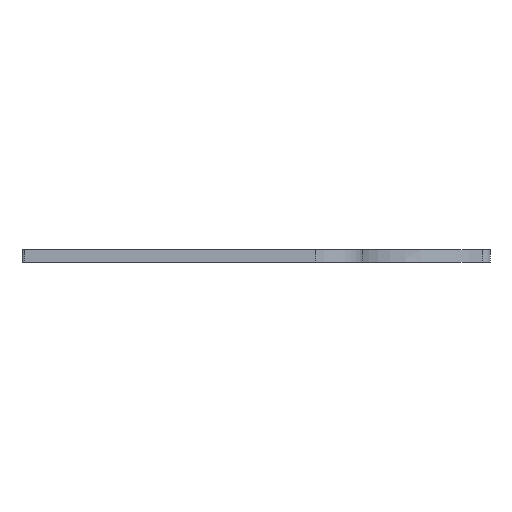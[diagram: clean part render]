
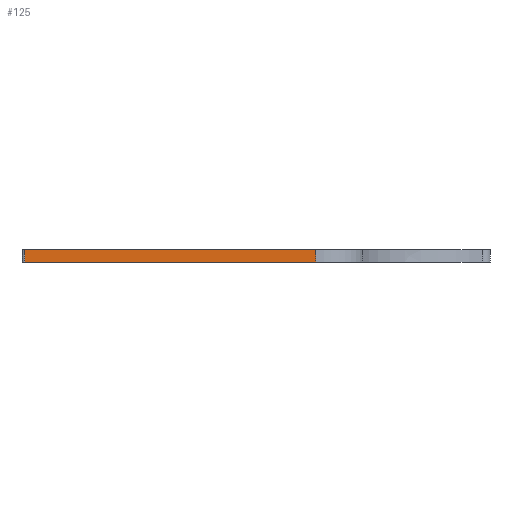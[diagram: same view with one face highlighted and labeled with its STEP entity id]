
A CAD part, left-side view. The second image highlights one B-rep face of the part: STEP entity #125.
In plain terms, the highlighted planar face has unit normal (-1, 0, 0).
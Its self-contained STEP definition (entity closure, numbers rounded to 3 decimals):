
#125=ADVANCED_FACE('',(#1049),#1051,.T.);
#1049=FACE_BOUND('',#1050,.T.);
#1050=EDGE_LOOP('',(#3222,#3223,#3224,#3225));
#1051=PLANE('',#1052);
#1052=AXIS2_PLACEMENT_3D('',#1053,#1054,#1055);
#1053=CARTESIAN_POINT('',(-82.5,14.,0.));
#1054=DIRECTION('',(-1.,0.,0.));
#1055=DIRECTION('',(0.,-1.,0.));
#3222=ORIENTED_EDGE('',*,*,#4521,.F.);
#3223=ORIENTED_EDGE('',*,*,#3960,.T.);
#3224=ORIENTED_EDGE('',*,*,#4520,.T.);
#3225=ORIENTED_EDGE('',*,*,#4224,.F.);
#3960=EDGE_CURVE('',#4710,#4708,#4711,.T.);
#4224=EDGE_CURVE('',#5236,#5238,#5239,.T.);
#4520=EDGE_CURVE('',#4708,#5238,#5774,.T.);
#4521=EDGE_CURVE('',#4710,#5236,#5775,.T.);
#4708=VERTEX_POINT('',#5977);
#4710=VERTEX_POINT('',#5982);
#4711=LINE('',#5983,#5984);
#5236=VERTEX_POINT('',#7162);
#5238=VERTEX_POINT('',#7167);
#5239=LINE('',#7168,#7169);
#5774=LINE('',#8418,#8419);
#5775=LINE('',#8421,#8422);
#5977=CARTESIAN_POINT('',(-82.5,-83.875,0.));
#5982=CARTESIAN_POINT('',(-82.5,13.,0.));
#5983=CARTESIAN_POINT('',(-82.5,13.,0.));
#5984=VECTOR('',#5985,1.);
#5985=DIRECTION('',(0.,-1.,0.));
#7162=CARTESIAN_POINT('',(-82.5,13.,4.));
#7167=CARTESIAN_POINT('',(-82.5,-83.875,4.));
#7168=CARTESIAN_POINT('',(-82.5,13.,4.));
#7169=VECTOR('',#7170,1.);
#7170=DIRECTION('',(0.,-1.,0.));
#8418=CARTESIAN_POINT('',(-82.5,-83.875,0.));
#8419=VECTOR('',#8420,1.);
#8420=DIRECTION('',(0.,0.,1.));
#8421=CARTESIAN_POINT('',(-82.5,13.,0.));
#8422=VECTOR('',#8423,1.);
#8423=DIRECTION('',(0.,0.,1.));
